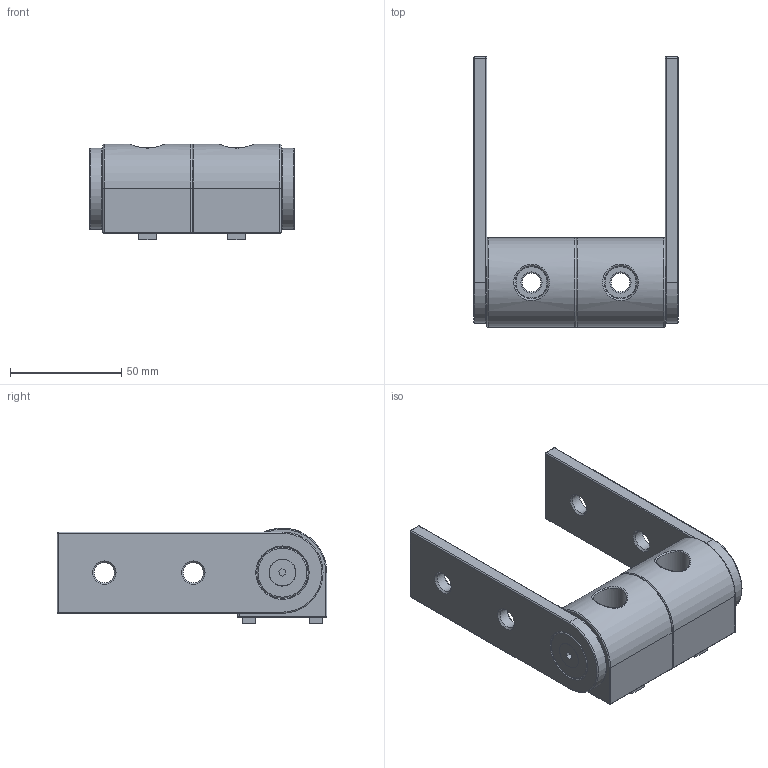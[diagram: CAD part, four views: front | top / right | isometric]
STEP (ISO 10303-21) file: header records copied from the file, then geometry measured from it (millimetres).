
FILE_DESCRIPTION((''),'2;1');
FILE_NAME('AR3570.stp','2021-08-09T13:27:41',('arma01'),(''),'Autodesk Inventor 2013','Autodesk Inventor 2013','');
FILE_SCHEMA(('AUTOMOTIVE_DESIGN { 1 0 10303 214 1 1 1 1 }'));
Length unit declared in the file: millimetre
Products named in the file (6): AR3570; AR3570 II; AR3420 I; DIN 916 M6  x  20; AR3570 IV
Assembly tree (11 placements, depth 2):
  AR3570
    AR3570  x2
    AR3570 II  x2
    AR3420 I  x2
    DIN 916 M6  x  20
    AR3570 IV  x4
Bounding box: 92 x 121.25 x 43 mm (x, y, z)
Volume: 136539.3 mm3; surface area: 53154 mm2
Topology: 11 solids, 11 shells, 436 faces, 979 edges, 584 vertices
Faces by surface type: plane 199, cylinder 131, torus 40, sphere 40, cone 24, bspline 2
Full cylindrical faces by diameter (mm): 4.917 x4, 6 x3, 7 x8, 8.5 x2, 9 x4, 12 x4, 15 x2, 23 x4
Entity records: 5961 total; most frequent: CARTESIAN_POINT 1126, DIRECTION 1054, ORIENTED_EDGE 852, EDGE_CURVE 426, AXIS2_PLACEMENT_3D 403, EDGE_LOOP 273, VERTEX_POINT 271, VECTOR 248
